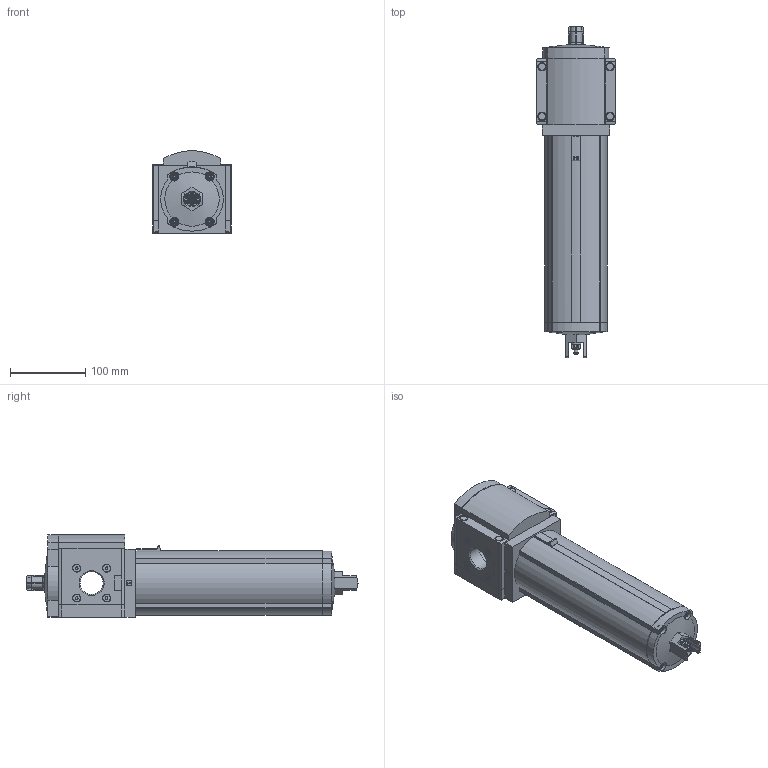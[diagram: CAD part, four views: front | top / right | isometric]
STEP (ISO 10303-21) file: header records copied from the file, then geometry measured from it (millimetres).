
FILE_DESCRIPTION(/* description */ ('STEP AP214'),/* implementation_level */ '2;1');
FILE_NAME(/* name */ '553008_MS9-LFM-1-AUM-DA',/* time_stamp */ '2024-09-11T15:45:00+02:00',/* author */ ('License CC BY-ND 4.0'),/* organization */ ('CADENAS'),/* preprocessor_version */ 'ST-DEVELOPER v19.3',/* originating_system */ 'PARTsolutions',/* authorisation */ ' ');
FILE_SCHEMA (('AUTOMOTIVE_DESIGN {1 0 10303 214 3 1 1}'));
Length unit declared in the file: millimetre
Products named in the file (7): 553008 MS9-LFM-1-AUM-DA; 552940 MS-LFM0M-DA; 1108416 MS9-GP1-R; 709528; 721842; 1108416 MS9-GP1-L; 707201 MS9
Assembly tree (10 placements, depth 2):
  553008 MS9-LFM-1-AUM-DA
    552940 MS-LFM0M-DA
    1108416 MS9-GP1-R
    709528  x2
    721842  x4
    1108416 MS9-GP1-L
    707201 MS9
Bounding box: 104.1 x 440 x 108.79 mm (x, y, z)
Volume: 2521375.4 mm3; surface area: 236607.9 mm2
Topology: 10 solids, 10 shells, 921 faces, 2343 edges, 1532 vertices
Faces by surface type: plane 507, cylinder 276, cone 80, torus 56, sphere 2
Full cylindrical faces by diameter (mm): 3 x1, 4.134 x8, 5 x9, 6 x2, 6.5 x8, 9 x1, 9.5 x4, 9.728 x1, 10 x12, 11 x12, 11.5 x4, 12 x4, 12.6 x1, 13 x2, 18.631 x1, 30.291 x2, 36 x1, 71.8 x1
Entity records: 29417 total; most frequent: CARTESIAN_POINT 5109, DIRECTION 4231, ORIENTED_EDGE 4082, EDGE_CURVE 2041, AXIS2_PLACEMENT_3D 1530, VERTEX_POINT 1411, LINE 1171, VECTOR 1171
